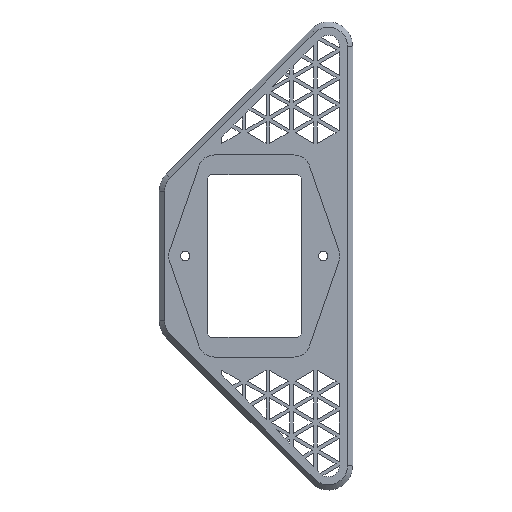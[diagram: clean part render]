
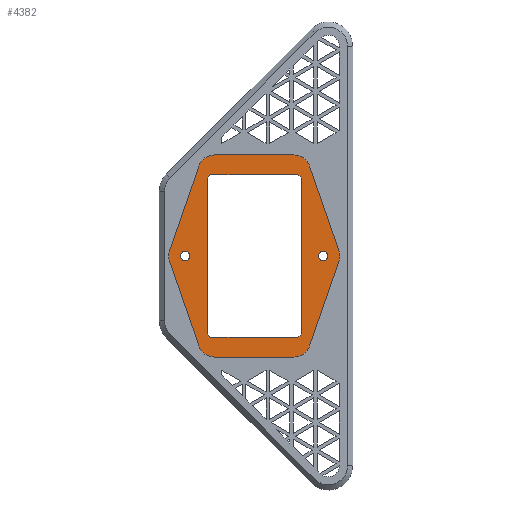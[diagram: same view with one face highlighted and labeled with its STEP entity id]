
A CAD part, left-side view. The second image highlights one B-rep face of the part: STEP entity #4382.
In plain terms, the highlighted planar face has unit normal (-1, 0, 0).
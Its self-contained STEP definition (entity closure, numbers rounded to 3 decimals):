
#30=PLANE('',#4625);
#210=LINE('',#5947,#792);
#214=LINE('',#5956,#796);
#217=LINE('',#5962,#799);
#222=LINE('',#5972,#804);
#223=LINE('',#5974,#805);
#228=LINE('',#5984,#810);
#229=LINE('',#5986,#811);
#233=LINE('',#5993,#815);
#234=LINE('',#5995,#816);
#239=LINE('',#6010,#821);
#243=LINE('',#6022,#825);
#247=LINE('',#6034,#829);
#251=LINE('',#6046,#833);
#255=LINE('',#6058,#837);
#792=VECTOR('',#4859,1000.);
#796=VECTOR('',#4865,1000.);
#799=VECTOR('',#4870,1000.);
#804=VECTOR('',#4877,1000.);
#805=VECTOR('',#4880,1000.);
#810=VECTOR('',#4887,1000.);
#811=VECTOR('',#4890,1000.);
#815=VECTOR('',#4896,1000.);
#816=VECTOR('',#4899,1000.);
#821=VECTOR('',#4912,1000.);
#825=VECTOR('',#4924,1000.);
#829=VECTOR('',#4936,1000.);
#833=VECTOR('',#4948,1000.);
#837=VECTOR('',#4960,1000.);
#1460=ORIENTED_EDGE('',*,*,#2665,.T.);
#1461=ORIENTED_EDGE('',*,*,#2668,.T.);
#1462=ORIENTED_EDGE('',*,*,#2671,.T.);
#1463=ORIENTED_EDGE('',*,*,#2674,.T.);
#1464=ORIENTED_EDGE('',*,*,#2677,.T.);
#1465=ORIENTED_EDGE('',*,*,#2680,.T.);
#1466=ORIENTED_EDGE('',*,*,#2646,.T.);
#1467=ORIENTED_EDGE('',*,*,#2650,.T.);
#1468=ORIENTED_EDGE('',*,*,#2653,.T.);
#1469=ORIENTED_EDGE('',*,*,#2656,.T.);
#1470=ORIENTED_EDGE('',*,*,#2659,.T.);
#1471=ORIENTED_EDGE('',*,*,#2662,.T.);
#1472=ORIENTED_EDGE('',*,*,#2616,.T.);
#1473=ORIENTED_EDGE('',*,*,#2619,.T.);
#1474=ORIENTED_EDGE('',*,*,#2634,.T.);
#1475=ORIENTED_EDGE('',*,*,#2629,.F.);
#1476=ORIENTED_EDGE('',*,*,#2640,.T.);
#1477=ORIENTED_EDGE('',*,*,#2635,.F.);
#1478=ORIENTED_EDGE('',*,*,#2645,.T.);
#1479=ORIENTED_EDGE('',*,*,#2641,.F.);
#1480=ORIENTED_EDGE('',*,*,#2626,.T.);
#1481=ORIENTED_EDGE('',*,*,#2622,.F.);
#2616=EDGE_CURVE('',#3238,#3238,#3650,.T.);
#2619=EDGE_CURVE('',#3240,#3240,#3652,.T.);
#2622=EDGE_CURVE('',#3242,#3243,#210,.T.);
#2626=EDGE_CURVE('',#3246,#3243,#214,.T.);
#2629=EDGE_CURVE('',#3248,#3249,#217,.T.);
#2634=EDGE_CURVE('',#3242,#3249,#222,.T.);
#2635=EDGE_CURVE('',#3252,#3253,#223,.T.);
#2640=EDGE_CURVE('',#3248,#3253,#228,.T.);
#2641=EDGE_CURVE('',#3246,#3256,#229,.T.);
#2645=EDGE_CURVE('',#3252,#3256,#233,.T.);
#2646=EDGE_CURVE('',#3258,#3259,#234,.T.);
#2650=EDGE_CURVE('',#3259,#3262,#3654,.T.);
#2653=EDGE_CURVE('',#3262,#3264,#239,.T.);
#2656=EDGE_CURVE('',#3264,#3266,#3656,.T.);
#2659=EDGE_CURVE('',#3266,#3268,#243,.T.);
#2662=EDGE_CURVE('',#3268,#3270,#3658,.T.);
#2665=EDGE_CURVE('',#3270,#3272,#247,.T.);
#2668=EDGE_CURVE('',#3272,#3274,#3660,.T.);
#2671=EDGE_CURVE('',#3274,#3276,#251,.T.);
#2674=EDGE_CURVE('',#3276,#3278,#3662,.T.);
#2677=EDGE_CURVE('',#3278,#3280,#255,.T.);
#2680=EDGE_CURVE('',#3280,#3258,#3664,.T.);
#3238=VERTEX_POINT('',#5936);
#3240=VERTEX_POINT('',#5942);
#3242=VERTEX_POINT('',#5948);
#3243=VERTEX_POINT('',#5949);
#3246=VERTEX_POINT('',#5957);
#3248=VERTEX_POINT('',#5963);
#3249=VERTEX_POINT('',#5964);
#3252=VERTEX_POINT('',#5975);
#3253=VERTEX_POINT('',#5976);
#3256=VERTEX_POINT('',#5987);
#3258=VERTEX_POINT('',#5996);
#3259=VERTEX_POINT('',#5997);
#3262=VERTEX_POINT('',#6005);
#3264=VERTEX_POINT('',#6011);
#3266=VERTEX_POINT('',#6017);
#3268=VERTEX_POINT('',#6023);
#3270=VERTEX_POINT('',#6029);
#3272=VERTEX_POINT('',#6035);
#3274=VERTEX_POINT('',#6041);
#3276=VERTEX_POINT('',#6047);
#3278=VERTEX_POINT('',#6053);
#3280=VERTEX_POINT('',#6059);
#3650=CIRCLE('',#4588,1.35);
#3652=CIRCLE('',#4591,1.35);
#3654=CIRCLE('',#4603,4.8);
#3656=CIRCLE('',#4607,4.8);
#3658=CIRCLE('',#4611,4.8);
#3660=CIRCLE('',#4615,4.8);
#3662=CIRCLE('',#4619,4.8);
#3664=CIRCLE('',#4623,4.8);
#3712=EDGE_LOOP('',(#1460,#1461,#1462,#1463,#1464,#1465,#1466,#1467,#1468,
#1469,#1470,#1471));
#3713=EDGE_LOOP('',(#1472));
#3714=EDGE_LOOP('',(#1473));
#3715=EDGE_LOOP('',(#1474,#1475,#1476,#1477,#1478,#1479,#1480,#1481));
#4038=FACE_BOUND('',#3712,.T.);
#4039=FACE_BOUND('',#3713,.T.);
#4040=FACE_BOUND('',#3714,.T.);
#4041=FACE_BOUND('',#3715,.T.);
#4382=ADVANCED_FACE('',(#4038,#4039,#4040,#4041),#30,.T.);
#4588=AXIS2_PLACEMENT_3D('',#5935,#4845,#4846);
#4591=AXIS2_PLACEMENT_3D('',#5941,#4852,#4853);
#4603=AXIS2_PLACEMENT_3D('',#6004,#4905,#4906);
#4607=AXIS2_PLACEMENT_3D('',#6016,#4917,#4918);
#4611=AXIS2_PLACEMENT_3D('',#6028,#4929,#4930);
#4615=AXIS2_PLACEMENT_3D('',#6040,#4941,#4942);
#4619=AXIS2_PLACEMENT_3D('',#6052,#4953,#4954);
#4623=AXIS2_PLACEMENT_3D('',#6064,#4965,#4966);
#4625=AXIS2_PLACEMENT_3D('',#6066,#4969,#4970);
#4845=DIRECTION('',(1.,0.,0.));
#4846=DIRECTION('',(0.,1.,0.));
#4852=DIRECTION('',(1.,0.,0.));
#4853=DIRECTION('',(0.,1.,0.));
#4859=DIRECTION('',(0.,-0.707,0.707));
#4865=DIRECTION('',(0.,0.,-1.));
#4870=DIRECTION('',(0.,-0.707,-0.707));
#4877=DIRECTION('',(0.,1.,0.));
#4880=DIRECTION('',(0.,0.707,-0.707));
#4887=DIRECTION('',(0.,0.,1.));
#4890=DIRECTION('',(0.,0.707,0.707));
#4896=DIRECTION('',(0.,-1.,0.));
#4899=DIRECTION('',(0.,0.328,0.945));
#4905=DIRECTION('',(-1.,0.,0.));
#4906=DIRECTION('',(0.,-0.945,0.328));
#4912=DIRECTION('',(0.,1.,0.));
#4917=DIRECTION('',(-1.,0.,0.));
#4918=DIRECTION('',(0.,0.,1.));
#4924=DIRECTION('',(0.,0.328,-0.945));
#4929=DIRECTION('',(-1.,0.,0.));
#4930=DIRECTION('',(0.,0.945,0.328));
#4936=DIRECTION('',(0.,-0.328,-0.945));
#4941=DIRECTION('',(-1.,0.,0.));
#4942=DIRECTION('',(0.,0.945,-0.328));
#4948=DIRECTION('',(0.,-1.,0.));
#4953=DIRECTION('',(-1.,0.,0.));
#4954=DIRECTION('',(0.,0.,-1.));
#4960=DIRECTION('',(0.,-0.328,0.945));
#4965=DIRECTION('',(-1.,0.,0.));
#4966=DIRECTION('',(0.,-0.945,-0.328));
#4969=DIRECTION('',(-1.,0.,0.));
#4970=DIRECTION('',(0.,0.,1.));
#5935=CARTESIAN_POINT('',(-34.,219.5,-552.095));
#5936=CARTESIAN_POINT('',(-34.,220.85,-552.095));
#5941=CARTESIAN_POINT('',(-34.,179.5,-552.095));
#5942=CARTESIAN_POINT('',(-34.,180.85,-552.095));
#5947=CARTESIAN_POINT('',(-34.,186.4,-575.195));
#5948=CARTESIAN_POINT('',(-34.,186.9,-575.695));
#5949=CARTESIAN_POINT('',(-34.,185.9,-574.695));
#5956=CARTESIAN_POINT('',(-34.,185.9,-552.095));
#5957=CARTESIAN_POINT('',(-34.,185.9,-529.495));
#5962=CARTESIAN_POINT('',(-34.,212.6,-575.195));
#5963=CARTESIAN_POINT('',(-34.,213.1,-574.695));
#5964=CARTESIAN_POINT('',(-34.,212.1,-575.695));
#5972=CARTESIAN_POINT('',(-34.,199.5,-575.695));
#5974=CARTESIAN_POINT('',(-34.,212.6,-528.995));
#5975=CARTESIAN_POINT('',(-34.,212.1,-528.495));
#5976=CARTESIAN_POINT('',(-34.,213.1,-529.495));
#5984=CARTESIAN_POINT('',(-34.,213.1,-552.095));
#5986=CARTESIAN_POINT('',(-34.,186.4,-528.995));
#5987=CARTESIAN_POINT('',(-34.,186.9,-528.495));
#5993=CARTESIAN_POINT('',(-34.,199.5,-528.495));
#5995=CARTESIAN_POINT('',(-34.,179.215,-538.271));
#5996=CARTESIAN_POINT('',(-34.,174.965,-550.521));
#5997=CARTESIAN_POINT('',(-34.,183.465,-526.021));
#6004=CARTESIAN_POINT('',(-34.,188.,-527.595));
#6005=CARTESIAN_POINT('',(-34.,188.,-522.795));
#6010=CARTESIAN_POINT('',(-34.,199.5,-522.795));
#6011=CARTESIAN_POINT('',(-34.,211.,-522.795));
#6016=CARTESIAN_POINT('',(-34.,211.,-527.595));
#6017=CARTESIAN_POINT('',(-34.,215.535,-526.021));
#6022=CARTESIAN_POINT('',(-34.,219.785,-538.271));
#6023=CARTESIAN_POINT('',(-34.,224.035,-550.521));
#6028=CARTESIAN_POINT('',(-34.,219.5,-552.095));
#6029=CARTESIAN_POINT('',(-34.,224.035,-553.668));
#6034=CARTESIAN_POINT('',(-34.,219.785,-565.918));
#6035=CARTESIAN_POINT('',(-34.,215.535,-578.168));
#6040=CARTESIAN_POINT('',(-34.,211.,-576.595));
#6041=CARTESIAN_POINT('',(-34.,211.,-581.395));
#6046=CARTESIAN_POINT('',(-34.,199.5,-581.395));
#6047=CARTESIAN_POINT('',(-34.,188.,-581.395));
#6052=CARTESIAN_POINT('',(-34.,188.,-576.595));
#6053=CARTESIAN_POINT('',(-34.,183.465,-578.168));
#6058=CARTESIAN_POINT('',(-34.,179.215,-565.918));
#6059=CARTESIAN_POINT('',(-34.,174.965,-553.668));
#6064=CARTESIAN_POINT('',(-34.,179.5,-552.095));
#6066=CARTESIAN_POINT('',(-34.,174.418,-581.396));
